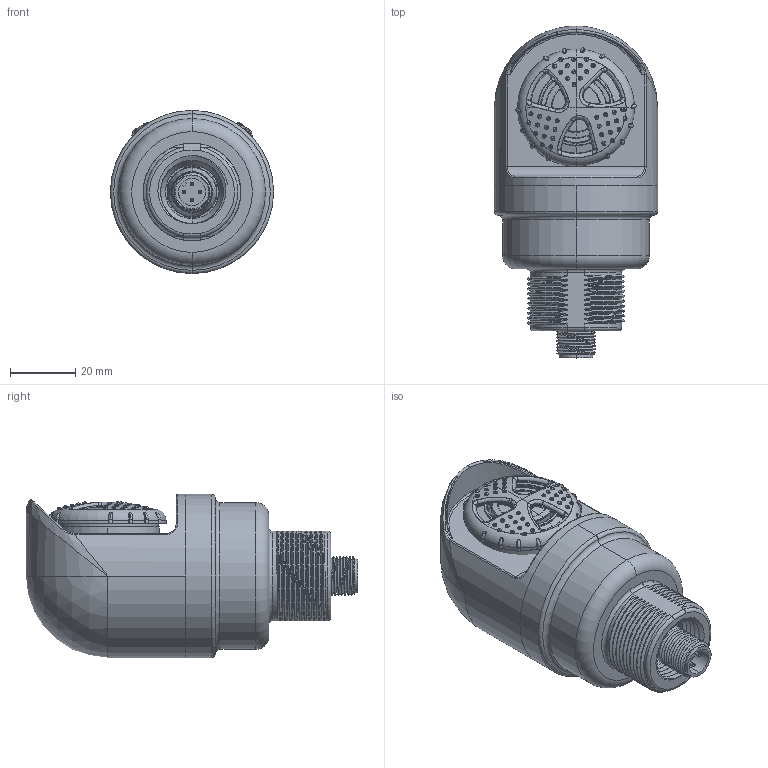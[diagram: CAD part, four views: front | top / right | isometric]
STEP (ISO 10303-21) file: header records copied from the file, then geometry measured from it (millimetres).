
FILE_DESCRIPTION((''),'2;1');
FILE_NAME('155018_ASM','2017-03-07T',('PDMAdmin'),('BANNER ENGINEERING'),'CREO PARAMETRIC BY PTC INC, 2016260','CREO PARAMETRIC BY PTC INC, 2016260','');
FILE_SCHEMA(('CONFIG_CONTROL_DESIGN'));
Products named in the file (12): 140410_GENERIC; 153229; 153843_MAIN_BODY; 153843_M100PIEZO; 153843_WIRES; 153843_GASKET; 153843_NUT; 153843_VOLUME_ADJUST; 153843_ASM; 141960; 188201; 155018_ASM
Assembly tree (11 placements, depth 3):
  155018_ASM
    140410_GENERIC
    153229
    153843_ASM
      153843_MAIN_BODY
      153843_M100PIEZO
      153843_WIRES
      153843_GASKET
      153843_NUT
      153843_VOLUME_ADJUST
    141960
    188201
Bounding box: 50 x 101.7 x 50 mm (x, y, z)
Volume: 54793 mm3; surface area: 59388.8 mm2
Topology: 9 solids, 51 shells, 2079 faces, 5781 edges, 3722 vertices
Faces by surface type: cylinder 612, bspline 547, plane 535, torus 208, cone 113, sphere 36, extrusion 25, revolution 3
Entity records: 211233 total; most frequent: CARTESIAN_POINT 162791, ORIENTED_EDGE 11044, DIRECTION 8348, EDGE_CURVE 5763, VERTEX_POINT 3722, AXIS2_PLACEMENT_3D 3213, B_SPLINE_CURVE_WITH_KNOTS 2221, EDGE_LOOP 2175
